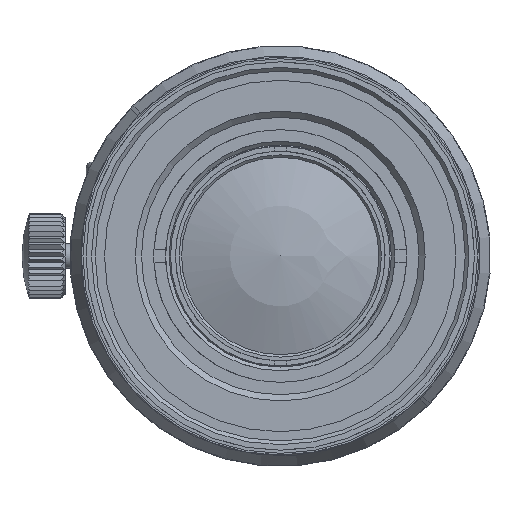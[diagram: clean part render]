
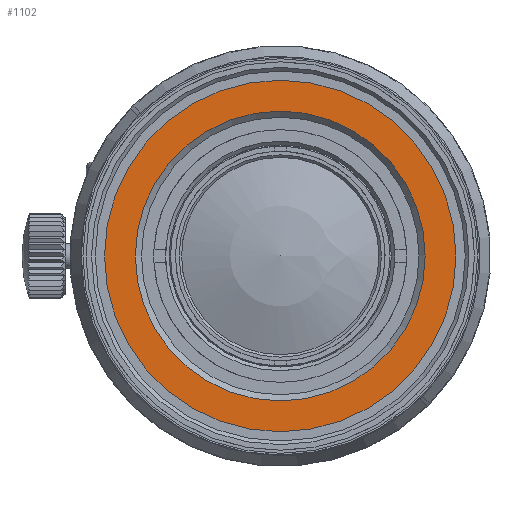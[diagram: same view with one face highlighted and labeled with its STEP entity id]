
A CAD part, left-side view. The second image highlights one B-rep face of the part: STEP entity #1102.
In plain terms, the highlighted planar face has unit normal (-1, 0, 0).
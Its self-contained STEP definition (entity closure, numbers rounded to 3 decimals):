
#218=PLANE('',#11642);
#1102=ADVANCED_FACE('',(#2948,#2949),#218,.F.);
#1792=CIRCLE('',#11639,11.75);
#1793=CIRCLE('',#11641,14.25);
#2948=FACE_BOUND('',#3521,.T.);
#2949=FACE_BOUND('',#3522,.T.);
#3521=EDGE_LOOP('',(#6076));
#3522=EDGE_LOOP('',(#6077));
#6076=ORIENTED_EDGE('',*,*,#9717,.F.);
#6077=ORIENTED_EDGE('',*,*,#9718,.T.);
#8180=VERTEX_POINT('',#20231);
#8181=VERTEX_POINT('',#20234);
#9717=EDGE_CURVE('',#8180,#8180,#1792,.T.);
#9718=EDGE_CURVE('',#8181,#8181,#1793,.T.);
#11639=AXIS2_PLACEMENT_3D('',#20230,#13243,#13244);
#11641=AXIS2_PLACEMENT_3D('',#20233,#13247,#13248);
#11642=AXIS2_PLACEMENT_3D('',#20235,#13249,#13250);
#13243=DIRECTION('',(-1.,0.,0.));
#13244=DIRECTION('',(0.,0.,1.));
#13247=DIRECTION('',(-1.,0.,0.));
#13248=DIRECTION('',(0.,0.,1.));
#13249=DIRECTION('',(1.,0.,0.));
#13250=DIRECTION('',(0.,0.,-1.));
#20230=CARTESIAN_POINT('',(-39.995,0.,0.));
#20231=CARTESIAN_POINT('',(-39.995,0.,11.75));
#20233=CARTESIAN_POINT('',(-39.995,0.,0.));
#20234=CARTESIAN_POINT('',(-39.995,0.,14.25));
#20235=CARTESIAN_POINT('',(-39.995,14.25,0.));
